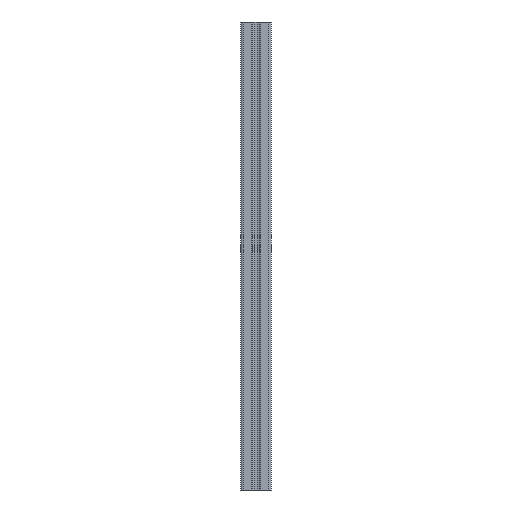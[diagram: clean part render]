
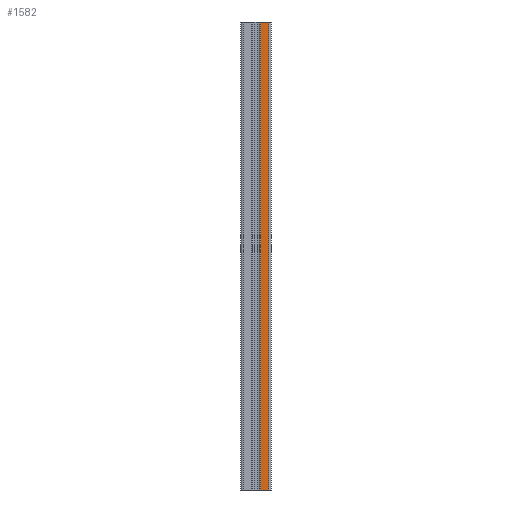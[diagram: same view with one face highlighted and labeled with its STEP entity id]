
A CAD part, front view. The second image highlights one B-rep face of the part: STEP entity #1582.
In plain terms, the highlighted planar face has unit normal (0, -1, 0).
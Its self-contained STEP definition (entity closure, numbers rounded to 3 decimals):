
#9 = CARTESIAN_POINT ( 'NONE',  ( 8.25, -10., -152.4 ) ) ;
#53 = LINE ( 'NONE', #275, #1672 ) ;
#161 = PLANE ( 'NONE',  #456 ) ;
#165 = DIRECTION ( 'NONE',  ( 1., 0., 0. ) ) ;
#236 = DIRECTION ( 'NONE',  ( 0., 0., -1. ) ) ;
#275 = CARTESIAN_POINT ( 'NONE',  ( 3., -10., 152.4 ) ) ;
#345 = VERTEX_POINT ( 'NONE', #2473 ) ;
#350 = VECTOR ( 'NONE', #165, 1000. ) ;
#440 = EDGE_CURVE ( 'NONE', #469, #1125, #2001, .T. ) ;
#456 = AXIS2_PLACEMENT_3D ( 'NONE', #2365, #1153, #1359 ) ;
#469 = VERTEX_POINT ( 'NONE', #867 ) ;
#477 = DIRECTION ( 'NONE',  ( 1., 0., 0. ) ) ;
#488 = ORIENTED_EDGE ( 'NONE', *, *, #1303, .F. ) ;
#636 = CARTESIAN_POINT ( 'NONE',  ( 3., -10., 152.4 ) ) ;
#665 = ORIENTED_EDGE ( 'NONE', *, *, #440, .F. ) ;
#769 = CARTESIAN_POINT ( 'NONE',  ( 3., -10., 152.4 ) ) ;
#771 = CARTESIAN_POINT ( 'NONE',  ( 3., -10., -152.4 ) ) ;
#814 = EDGE_CURVE ( 'NONE', #345, #1125, #1438, .T. ) ;
#867 = CARTESIAN_POINT ( 'NONE',  ( 8.25, -10., 152.4 ) ) ;
#1125 = VERTEX_POINT ( 'NONE', #9 ) ;
#1135 = EDGE_CURVE ( 'NONE', #2170, #345, #2439, .T. ) ;
#1153 = DIRECTION ( 'NONE',  ( 0., 1., 0. ) ) ;
#1303 = EDGE_CURVE ( 'NONE', #2170, #469, #53, .T. ) ;
#1359 = DIRECTION ( 'NONE',  ( -1., 0., 0. ) ) ;
#1438 = LINE ( 'NONE', #771, #350 ) ;
#1582 = ADVANCED_FACE ( 'NONE', ( #1829 ), #161, .F. ) ;
#1614 = ORIENTED_EDGE ( 'NONE', *, *, #814, .T. ) ;
#1623 = VECTOR ( 'NONE', #2313, 1000. ) ;
#1671 = CARTESIAN_POINT ( 'NONE',  ( 8.25, -10., 152.4 ) ) ;
#1672 = VECTOR ( 'NONE', #477, 1000. ) ;
#1829 = FACE_OUTER_BOUND ( 'NONE', #2226, .T. ) ;
#1913 = VECTOR ( 'NONE', #236, 1000. ) ;
#2001 = LINE ( 'NONE', #1671, #1623 ) ;
#2047 = ORIENTED_EDGE ( 'NONE', *, *, #1135, .T. ) ;
#2170 = VERTEX_POINT ( 'NONE', #769 ) ;
#2226 = EDGE_LOOP ( 'NONE', ( #1614, #665, #488, #2047 ) ) ;
#2313 = DIRECTION ( 'NONE',  ( 0., 0., -1. ) ) ;
#2365 = CARTESIAN_POINT ( 'NONE',  ( 3., -10., 152.4 ) ) ;
#2439 = LINE ( 'NONE', #636, #1913 ) ;
#2473 = CARTESIAN_POINT ( 'NONE',  ( 3., -10., -152.4 ) ) ;
